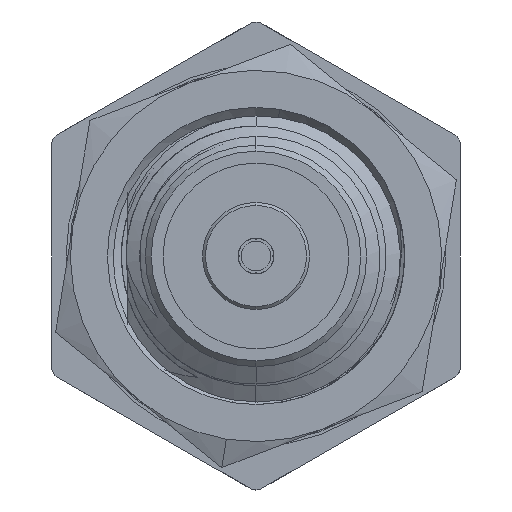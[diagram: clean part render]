
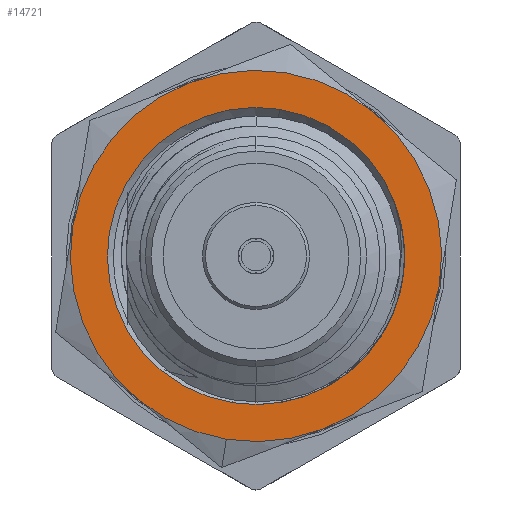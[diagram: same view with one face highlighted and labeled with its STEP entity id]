
A CAD part, left-side view. The second image highlights one B-rep face of the part: STEP entity #14721.
In plain terms, the highlighted face is planar.
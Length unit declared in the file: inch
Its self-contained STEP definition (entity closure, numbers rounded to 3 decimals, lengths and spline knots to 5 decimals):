
#74 = VERTEX_POINT ( 'NONE', #13567 ) ;
#604 = ORIENTED_EDGE ( 'NONE', *, *, #2479, .T. ) ;
#936 = DIRECTION ( 'NONE',  ( 0., 0., -1. ) ) ;
#1257 = AXIS2_PLACEMENT_3D ( 'NONE', #15005, #3227, #13801 ) ;
#1367 = EDGE_CURVE ( 'NONE', #12379, #9661, #4813, .T. ) ;
#1368 = DIRECTION ( 'NONE',  ( 0., 0., 1. ) ) ;
#1913 = CARTESIAN_POINT ( 'NONE',  ( 0.27063, 0.15625, -0.055 ) ) ;
#2241 = AXIS2_PLACEMENT_3D ( 'NONE', #2300, #11544, #11738 ) ;
#2300 = CARTESIAN_POINT ( 'NONE',  ( 0., 0., -0.055 ) ) ;
#2419 = CIRCLE ( 'NONE', #9984, 0.25015 ) ;
#2479 = EDGE_CURVE ( 'NONE', #74, #7672, #8830, .T. ) ;
#2520 = AXIS2_PLACEMENT_3D ( 'NONE', #3837, #1368, #14181 ) ;
#3049 = CIRCLE ( 'NONE', #1257, 0.3125 ) ;
#3142 = FACE_OUTER_BOUND ( 'NONE', #9183, .T. ) ;
#3227 = DIRECTION ( 'NONE',  ( 0., 0., -1. ) ) ;
#3310 = EDGE_CURVE ( 'NONE', #5736, #14618, #7899, .T. ) ;
#3766 = EDGE_CURVE ( 'NONE', #14618, #9661, #11763, .T. ) ;
#3777 = PLANE ( 'NONE',  #2520 ) ;
#3837 = CARTESIAN_POINT ( 'NONE',  ( 0., 0., -0.055 ) ) ;
#4654 = ORIENTED_EDGE ( 'NONE', *, *, #11514, .T. ) ;
#4666 = CARTESIAN_POINT ( 'NONE',  ( -0.27063, -0.15625, -0.055 ) ) ;
#4782 = CARTESIAN_POINT ( 'NONE',  ( -0.25015, 0., -0.055 ) ) ;
#4795 = VERTEX_POINT ( 'NONE', #12287 ) ;
#4813 = CIRCLE ( 'NONE', #13395, 0.3125 ) ;
#4838 = EDGE_CURVE ( 'NONE', #9298, #7782, #2419, .T. ) ;
#5174 = AXIS2_PLACEMENT_3D ( 'NONE', #11489, #12548, #5539 ) ;
#5502 = CARTESIAN_POINT ( 'NONE',  ( 0., 0., -0.055 ) ) ;
#5522 = DIRECTION ( 'NONE',  ( 0., 0., -1. ) ) ;
#5539 = DIRECTION ( 'NONE',  ( 1., 0., 0. ) ) ;
#5630 = DIRECTION ( 'NONE',  ( 1., 0., 0. ) ) ;
#5736 = VERTEX_POINT ( 'NONE', #4666 ) ;
#6026 = EDGE_CURVE ( 'NONE', #4795, #5736, #12454, .T. ) ;
#6180 = ORIENTED_EDGE ( 'NONE', *, *, #8813, .T. ) ;
#6541 = DIRECTION ( 'NONE',  ( 1., 0., 0. ) ) ;
#6904 = AXIS2_PLACEMENT_3D ( 'NONE', #7869, #936, #9051 ) ;
#7042 = CARTESIAN_POINT ( 'NONE',  ( 0.27063, -0.15625, -0.055 ) ) ;
#7672 = VERTEX_POINT ( 'NONE', #7042 ) ;
#7782 = VERTEX_POINT ( 'NONE', #4782 ) ;
#7869 = CARTESIAN_POINT ( 'NONE',  ( 0., 0., -0.055 ) ) ;
#7899 = CIRCLE ( 'NONE', #6904, 0.3125 ) ;
#8189 = ORIENTED_EDGE ( 'NONE', *, *, #14178, .T. ) ;
#8577 = AXIS2_PLACEMENT_3D ( 'NONE', #10906, #12092, #6541 ) ;
#8667 = EDGE_LOOP ( 'NONE', ( #8189, #13438 ) ) ;
#8813 = EDGE_CURVE ( 'NONE', #7672, #4795, #10779, .T. ) ;
#8830 = CIRCLE ( 'NONE', #8577, 0.3125 ) ;
#8883 = DIRECTION ( 'NONE',  ( 1., 0., 0. ) ) ;
#9051 = DIRECTION ( 'NONE',  ( 1., 0., 0. ) ) ;
#9164 = CIRCLE ( 'NONE', #12612, 0.25015 ) ;
#9183 = EDGE_LOOP ( 'NONE', ( #4654, #604, #6180, #14306, #10359, #11507, #10625 ) ) ;
#9298 = VERTEX_POINT ( 'NONE', #13573 ) ;
#9404 = DIRECTION ( 'NONE',  ( 1., 0., 0. ) ) ;
#9611 = AXIS2_PLACEMENT_3D ( 'NONE', #10190, #5522, #5630 ) ;
#9661 = VERTEX_POINT ( 'NONE', #10164 ) ;
#9984 = AXIS2_PLACEMENT_3D ( 'NONE', #5502, #14755, #8883 ) ;
#10164 = CARTESIAN_POINT ( 'NONE',  ( 0., 0.3125, -0.055 ) ) ;
#10190 = CARTESIAN_POINT ( 'NONE',  ( 0., 0., -0.055 ) ) ;
#10275 = DIRECTION ( 'NONE',  ( 0., 0., 1. ) ) ;
#10359 = ORIENTED_EDGE ( 'NONE', *, *, #3310, .T. ) ;
#10625 = ORIENTED_EDGE ( 'NONE', *, *, #1367, .F. ) ;
#10645 = DIRECTION ( 'NONE',  ( 1., 0., 0. ) ) ;
#10779 = CIRCLE ( 'NONE', #9611, 0.3125 ) ;
#10906 = CARTESIAN_POINT ( 'NONE',  ( 0., 0., -0.055 ) ) ;
#11489 = CARTESIAN_POINT ( 'NONE',  ( 0., 0., -0.055 ) ) ;
#11507 = ORIENTED_EDGE ( 'NONE', *, *, #3766, .T. ) ;
#11514 = EDGE_CURVE ( 'NONE', #12379, #74, #3049, .T. ) ;
#11544 = DIRECTION ( 'NONE',  ( 0., 0., -1. ) ) ;
#11738 = DIRECTION ( 'NONE',  ( 1., 0., 0. ) ) ;
#11763 = CIRCLE ( 'NONE', #2241, 0.3125 ) ;
#11805 = CARTESIAN_POINT ( 'NONE',  ( -0.27063, 0.15625, -0.055 ) ) ;
#11970 = CARTESIAN_POINT ( 'NONE',  ( 0., 0., -0.055 ) ) ;
#12092 = DIRECTION ( 'NONE',  ( 0., 0., -1. ) ) ;
#12287 = CARTESIAN_POINT ( 'NONE',  ( 0., -0.3125, -0.055 ) ) ;
#12379 = VERTEX_POINT ( 'NONE', #1913 ) ;
#12454 = CIRCLE ( 'NONE', #5174, 0.3125 ) ;
#12548 = DIRECTION ( 'NONE',  ( 0., 0., -1. ) ) ;
#12612 = AXIS2_PLACEMENT_3D ( 'NONE', #11970, #13155, #10645 ) ;
#13155 = DIRECTION ( 'NONE',  ( 0., 0., 1. ) ) ;
#13395 = AXIS2_PLACEMENT_3D ( 'NONE', #14971, #10275, #9404 ) ;
#13438 = ORIENTED_EDGE ( 'NONE', *, *, #4838, .T. ) ;
#13567 = CARTESIAN_POINT ( 'NONE',  ( 0.3125, 0., -0.055 ) ) ;
#13573 = CARTESIAN_POINT ( 'NONE',  ( 0.25015, 0., -0.055 ) ) ;
#13801 = DIRECTION ( 'NONE',  ( 1., 0., 0. ) ) ;
#14178 = EDGE_CURVE ( 'NONE', #7782, #9298, #9164, .T. ) ;
#14181 = DIRECTION ( 'NONE',  ( 1., 0., 0. ) ) ;
#14306 = ORIENTED_EDGE ( 'NONE', *, *, #6026, .T. ) ;
#14618 = VERTEX_POINT ( 'NONE', #11805 ) ;
#14691 = FACE_BOUND ( 'NONE', #8667, .T. ) ;
#14721 = ADVANCED_FACE ( 'NONE', ( #14691, #3142 ), #3777, .F. ) ;
#14755 = DIRECTION ( 'NONE',  ( 0., 0., 1. ) ) ;
#14971 = CARTESIAN_POINT ( 'NONE',  ( 0., 0., -0.055 ) ) ;
#15005 = CARTESIAN_POINT ( 'NONE',  ( 0., 0., -0.055 ) ) ;
